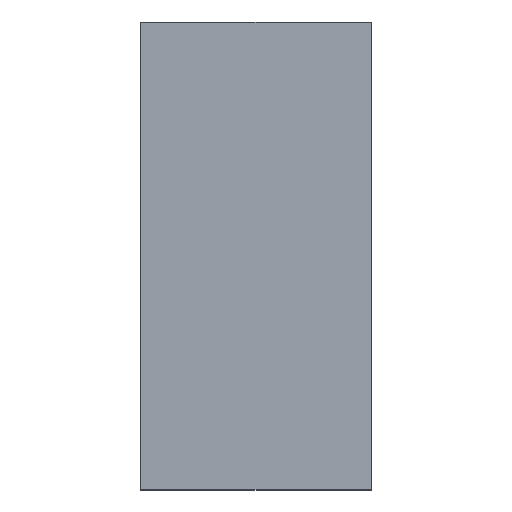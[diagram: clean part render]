
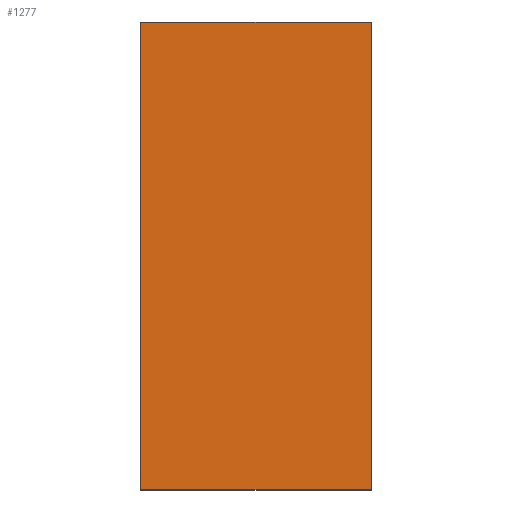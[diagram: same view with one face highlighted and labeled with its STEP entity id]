
A CAD part, top view. The second image highlights one B-rep face of the part: STEP entity #1277.
In plain terms, the highlighted planar face has unit normal (0, 0, 1).
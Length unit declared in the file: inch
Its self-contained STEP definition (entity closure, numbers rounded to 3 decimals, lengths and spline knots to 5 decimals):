
#113 = ORIENTED_EDGE ( 'NONE', *, *, #478, .T. ) ;
#124 = EDGE_CURVE ( 'NONE', #2417, #254, #266, .T. ) ;
#194 = VECTOR ( 'NONE', #2002, 39.37008 ) ;
#213 = LINE ( 'NONE', #1672, #1264 ) ;
#254 = VERTEX_POINT ( 'NONE', #2047 ) ;
#266 = LINE ( 'NONE', #1179, #194 ) ;
#346 = CARTESIAN_POINT ( 'NONE',  ( -0.04551, 0.045, 0.32299 ) ) ;
#478 = EDGE_CURVE ( 'NONE', #2417, #2355, #767, .T. ) ;
#656 = DIRECTION ( 'NONE',  ( -1., 0., 0. ) ) ;
#767 = LINE ( 'NONE', #786, #1785 ) ;
#786 = CARTESIAN_POINT ( 'NONE',  ( -0.04551, 0.045, 0.32299 ) ) ;
#803 = FACE_OUTER_BOUND ( 'NONE', #2250, .T. ) ;
#901 = CARTESIAN_POINT ( 'NONE',  ( -0.04551, -0.54598, 0.32299 ) ) ;
#935 = CARTESIAN_POINT ( 'NONE',  ( -0.04551, -0.54598, 0.32299 ) ) ;
#985 = CARTESIAN_POINT ( 'NONE',  ( -0.04551, -0.54598, 0.32299 ) ) ;
#1147 = DIRECTION ( 'NONE',  ( 1., 0., 0. ) ) ;
#1162 = VERTEX_POINT ( 'NONE', #901 ) ;
#1179 = CARTESIAN_POINT ( 'NONE',  ( 0.24551, -0.54598, 0.32299 ) ) ;
#1191 = DIRECTION ( 'NONE',  ( 0., -1., 0. ) ) ;
#1219 = LINE ( 'NONE', #985, #2245 ) ;
#1264 = VECTOR ( 'NONE', #656, 39.37008 ) ;
#1277 = ADVANCED_FACE ( 'NONE', ( #803 ), #2148, .T. ) ;
#1393 = DIRECTION ( 'NONE',  ( -1., 0., 0. ) ) ;
#1559 = ORIENTED_EDGE ( 'NONE', *, *, #124, .F. ) ;
#1672 = CARTESIAN_POINT ( 'NONE',  ( -0.04551, -0.54598, 0.32299 ) ) ;
#1785 = VECTOR ( 'NONE', #1393, 39.37008 ) ;
#1899 = AXIS2_PLACEMENT_3D ( 'NONE', #935, #2373, #1147 ) ;
#1932 = ORIENTED_EDGE ( 'NONE', *, *, #2404, .T. ) ;
#1980 = EDGE_CURVE ( 'NONE', #254, #1162, #213, .T. ) ;
#2002 = DIRECTION ( 'NONE',  ( 0., -1., 0. ) ) ;
#2047 = CARTESIAN_POINT ( 'NONE',  ( 0.24551, -0.54598, 0.32299 ) ) ;
#2148 = PLANE ( 'NONE',  #1899 ) ;
#2245 = VECTOR ( 'NONE', #1191, 39.37008 ) ;
#2250 = EDGE_LOOP ( 'NONE', ( #113, #1932, #2537, #1559 ) ) ;
#2355 = VERTEX_POINT ( 'NONE', #346 ) ;
#2373 = DIRECTION ( 'NONE',  ( 0., 0., 1. ) ) ;
#2404 = EDGE_CURVE ( 'NONE', #2355, #1162, #1219, .T. ) ;
#2417 = VERTEX_POINT ( 'NONE', #2425 ) ;
#2425 = CARTESIAN_POINT ( 'NONE',  ( 0.24551, 0.045, 0.32299 ) ) ;
#2537 = ORIENTED_EDGE ( 'NONE', *, *, #1980, .F. ) ;
